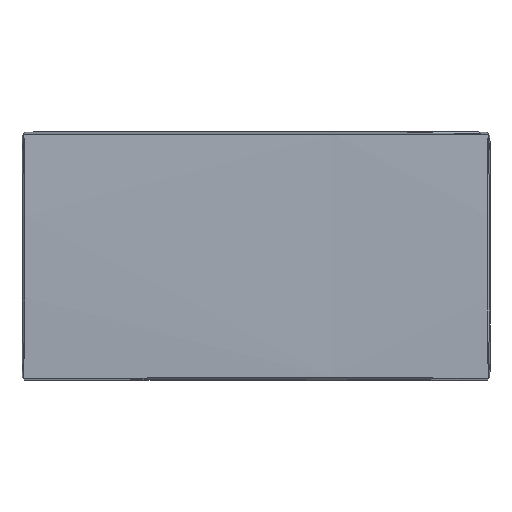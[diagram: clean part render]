
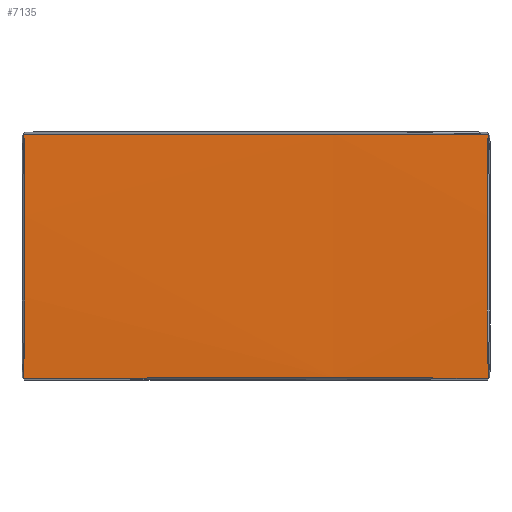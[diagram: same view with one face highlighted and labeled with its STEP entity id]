
A CAD part, left-side view. The second image highlights one B-rep face of the part: STEP entity #7135.
In plain terms, the highlighted planar face has unit normal (-1, 0, 0).
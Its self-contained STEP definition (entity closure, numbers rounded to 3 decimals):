
#1386 = CARTESIAN_POINT ( 'NONE',  ( -0.772, -0.421, 0.447 ) ) ;
#1518 = FACE_OUTER_BOUND ( 'NONE', #2645, .T. ) ;
#1610 = AXIS2_PLACEMENT_3D ( 'NONE', #8447, #8448, #8449 ) ;
#2507 = VERTEX_POINT ( 'NONE', #1386 ) ;
#2565 = VERTEX_POINT ( 'NONE', #8912 ) ;
#2603 = VERTEX_POINT ( 'NONE', #8948 ) ;
#2623 = VERTEX_POINT ( 'NONE', #8968 ) ;
#2645 = EDGE_LOOP ( 'NONE', ( #3497, #3496, #3498, #3494 ) ) ;
#3494 = ORIENTED_EDGE ( 'NONE', *, *, #7424, .F. ) ;
#3496 = ORIENTED_EDGE ( 'NONE', *, *, #7644, .T. ) ;
#3497 = ORIENTED_EDGE ( 'NONE', *, *, #7439, .F. ) ;
#3498 = ORIENTED_EDGE ( 'NONE', *, *, #7428, .F. ) ;
#5122 = LINE ( 'NONE', #5123, #9093 ) ;
#5123 = CARTESIAN_POINT ( 'NONE',  ( -0.775, -0.425, 0.005 ) ) ;
#5124 = DIRECTION ( 'NONE',  ( 0., 1., 0. ) ) ;
#5131 = LINE ( 'NONE', #5132, #9097 ) ;
#5132 = CARTESIAN_POINT ( 'NONE',  ( -0.775, 0.42, 0.225 ) ) ;
#5133 = DIRECTION ( 'NONE',  ( 0., 0., 1. ) ) ;
#5165 = LINE ( 'NONE', #5166, #9123 ) ;
#5166 = CARTESIAN_POINT ( 'NONE',  ( -0.775, -0.42, 0.225 ) ) ;
#5167 = DIRECTION ( 'NONE',  ( 0., 0., -1. ) ) ;
#6733 = LINE ( 'NONE', #6734, #9941 ) ;
#6734 = CARTESIAN_POINT ( 'NONE',  ( -0.775, -0.425, 0.445 ) ) ;
#6735 = DIRECTION ( 'NONE',  ( 0., 1., 0. ) ) ;
#7135 = ADVANCED_FACE ( 'NONE', ( #1518 ), #8446, .T. ) ;
#7424 = EDGE_CURVE ( 'NONE', #2603, #2623, #5122, .T. ) ;
#7428 = EDGE_CURVE ( 'NONE', #2623, #2565, #5131, .T. ) ;
#7439 = EDGE_CURVE ( 'NONE', #2507, #2603, #5165, .T. ) ;
#7644 = EDGE_CURVE ( 'NONE', #2507, #2565, #6733, .T. ) ;
#8446 = PLANE ( 'NONE',  #1610 ) ;
#8447 = CARTESIAN_POINT ( 'NONE',  ( -0.775, -0.425, 0.225 ) ) ;
#8448 = DIRECTION ( 'NONE',  ( -1., 0., 0. ) ) ;
#8449 = DIRECTION ( 'NONE',  ( 0., 0., 1. ) ) ;
#8912 = CARTESIAN_POINT ( 'NONE',  ( -0.772, 0.421, 0.447 ) ) ;
#8948 = CARTESIAN_POINT ( 'NONE',  ( -0.772, -0.422, 0.003 ) ) ;
#8968 = CARTESIAN_POINT ( 'NONE',  ( -0.771, 0.422, 0.003 ) ) ;
#9093 = VECTOR ( 'NONE', #5124, 1000. ) ;
#9097 = VECTOR ( 'NONE', #5133, 1000. ) ;
#9123 = VECTOR ( 'NONE', #5167, 1000. ) ;
#9941 = VECTOR ( 'NONE', #6735, 1000. ) ;
